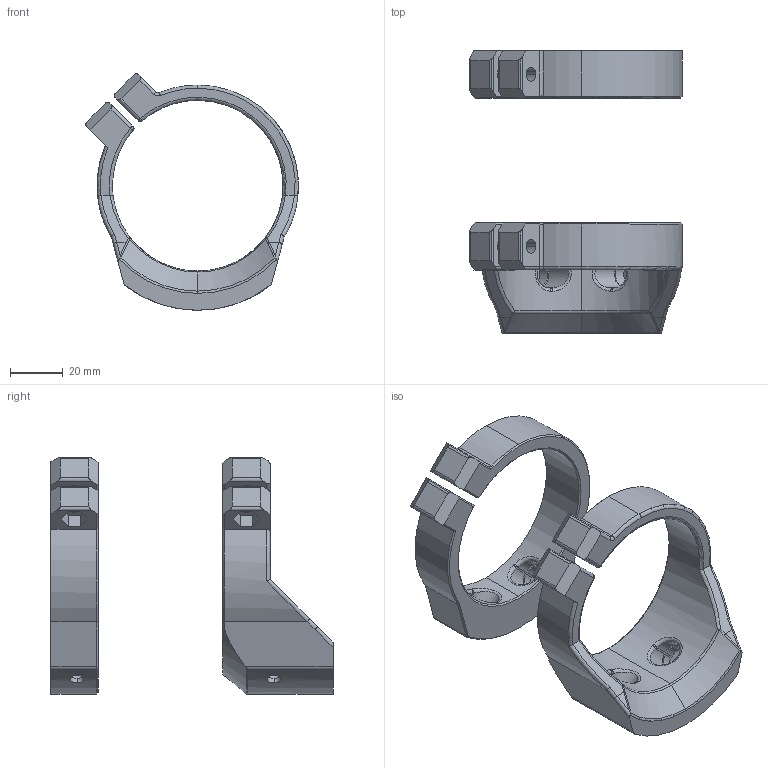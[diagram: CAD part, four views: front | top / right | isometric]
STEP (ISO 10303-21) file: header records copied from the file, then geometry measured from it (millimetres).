
FILE_DESCRIPTION (( 'STEP AP203' ), '1' );
FILE_NAME ('Makita Mount.STEP', '2020-07-14T03:01:33', ( '' ), ( '' ), 'SwSTEP 2.0', 'SolidWorks 2018', '' );
FILE_SCHEMA (( 'CONFIG_CONTROL_DESIGN' ));
Length unit declared in the file: millimetre
Products named in the file (1): Makita Mount
Bounding box: 80.94 x 107.5 x 90.09 mm (x, y, z)
Volume: 90692.1 mm3; surface area: 32093.3 mm2
Topology: 2 solids, 2 shells, 236 faces, 616 edges, 393 vertices
Faces by surface type: plane 92, cylinder 87, torus 19, cone 18, bspline 16, sphere 4
Entity records: 9341 total; most frequent: CARTESIAN_POINT 3645, ORIENTED_EDGE 1228, DIRECTION 1123, EDGE_CURVE 614, AXIS2_PLACEMENT_3D 416, VERTEX_POINT 392, LINE 291, VECTOR 291
